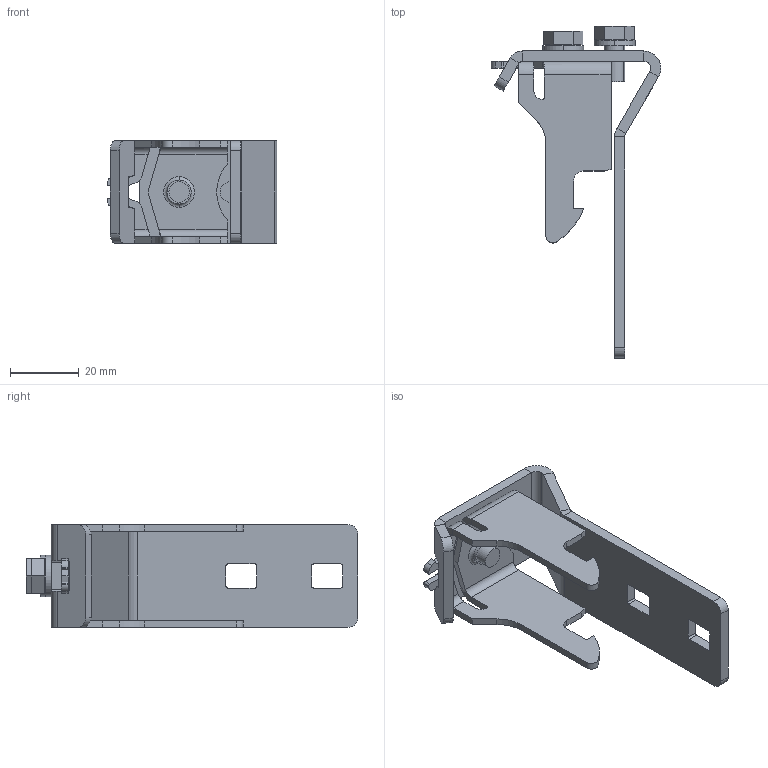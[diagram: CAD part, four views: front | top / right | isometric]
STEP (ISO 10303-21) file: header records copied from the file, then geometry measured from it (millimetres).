
FILE_DESCRIPTION (( 'STEP AP214' ), '1' );
FILE_NAME ('6065477.stp', '2017-12-07T10:24:08', ( '' ), ( '' ), 'SwSTEP 2.0', 'SolidWorks 2016', '' );
FILE_SCHEMA (( 'AUTOMOTIVE_DESIGN' ));
Length unit declared in the file: millimetre
Products named in the file (5): 6065477; 011422_Washer DIN 125 - A 6.4; 044566_Halter12mm-Auge; 036263_Standard; 005442_Standard
Assembly tree (6 placements, depth 2):
  6065477
    005442_Standard  x2
    036263_Standard
    044566_Halter12mm-Auge
    011422_Washer DIN 125 - A 6.4  x2
Bounding box: 49.5 x 96.8 x 30 mm (x, y, z)
Volume: 18041.6 mm3; surface area: 16366.7 mm2
Topology: 6 solids, 6 shells, 218 faces, 539 edges, 336 vertices
Faces by surface type: plane 127, cylinder 81, torus 6, bspline 4
Entity records: 6163 total; most frequent: CARTESIAN_POINT 1096, DIRECTION 1045, ORIENTED_EDGE 994, EDGE_CURVE 497, AXIS2_PLACEMENT_3D 361, VECTOR 323, LINE 323, VERTEX_POINT 308
